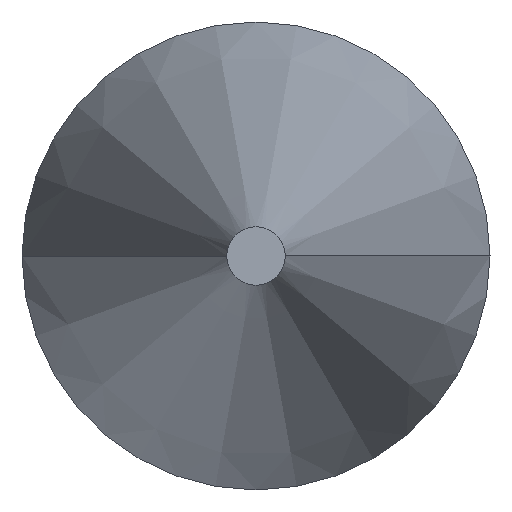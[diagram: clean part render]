
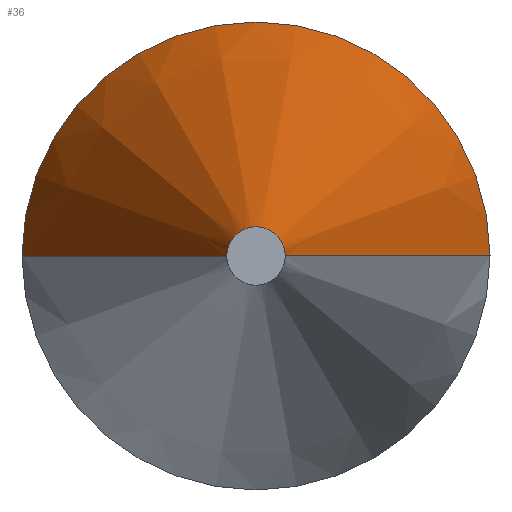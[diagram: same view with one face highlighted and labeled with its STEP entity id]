
A CAD part, front view. The second image highlights one B-rep face of the part: STEP entity #36.
In plain terms, the highlighted conical face has half-angle 15 degrees and reference radius 0.396 mm.
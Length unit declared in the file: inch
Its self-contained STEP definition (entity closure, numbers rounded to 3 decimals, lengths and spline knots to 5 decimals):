
#17 = VECTOR ( 'NONE', #81, 39.37008 ) ;
#18 = ORIENTED_EDGE ( 'NONE', *, *, #334, .T. ) ;
#27 = LINE ( 'NONE', #192, #17 ) ;
#28 = CARTESIAN_POINT ( 'NONE',  ( -0.125, 0.50129, 0. ) ) ;
#36 = ADVANCED_FACE ( 'NONE', ( #90 ), #84, .T. ) ;
#38 = CARTESIAN_POINT ( 'NONE',  ( 0., 0.50129, 0. ) ) ;
#40 = DIRECTION ( 'NONE',  ( -1., 0., 0. ) ) ;
#46 = DIRECTION ( 'NONE',  ( 0., 1., 0. ) ) ;
#69 = DIRECTION ( 'NONE',  ( 0., 1., 0. ) ) ;
#72 = ORIENTED_EDGE ( 'NONE', *, *, #191, .F. ) ;
#80 = AXIS2_PLACEMENT_3D ( 'NONE', #183, #241, #100 ) ;
#81 = DIRECTION ( 'NONE',  ( 0.259, 0.966, 0. ) ) ;
#84 = CONICAL_SURFACE ( 'NONE', #199, 0.0156, 0.262 ) ;
#90 = FACE_OUTER_BOUND ( 'NONE', #203, .T. ) ;
#99 = DIRECTION ( 'NONE',  ( -1., 0., 0. ) ) ;
#100 = DIRECTION ( 'NONE',  ( -1., 0., 0. ) ) ;
#106 = VERTEX_POINT ( 'NONE', #272 ) ;
#108 = CARTESIAN_POINT ( 'NONE',  ( -0.0156, 0.093, 0. ) ) ;
#126 = LINE ( 'NONE', #290, #239 ) ;
#147 = VERTEX_POINT ( 'NONE', #307 ) ;
#176 = EDGE_CURVE ( 'NONE', #324, #262, #126, .T. ) ;
#183 = CARTESIAN_POINT ( 'NONE',  ( 0., 0.093, 0. ) ) ;
#185 = AXIS2_PLACEMENT_3D ( 'NONE', #38, #46, #40 ) ;
#191 = EDGE_CURVE ( 'NONE', #262, #106, #339, .T. ) ;
#192 = CARTESIAN_POINT ( 'NONE',  ( 0.0156, 0.093, 0. ) ) ;
#199 = AXIS2_PLACEMENT_3D ( 'NONE', #267, #69, #99 ) ;
#200 = CIRCLE ( 'NONE', #80, 0.0156 ) ;
#202 = EDGE_CURVE ( 'NONE', #324, #147, #200, .T. ) ;
#203 = EDGE_LOOP ( 'NONE', ( #215, #18, #72, #303 ) ) ;
#215 = ORIENTED_EDGE ( 'NONE', *, *, #202, .T. ) ;
#239 = VECTOR ( 'NONE', #268, 39.37008 ) ;
#241 = DIRECTION ( 'NONE',  ( 0., 1., 0. ) ) ;
#262 = VERTEX_POINT ( 'NONE', #28 ) ;
#267 = CARTESIAN_POINT ( 'NONE',  ( 0., 0.093, 0. ) ) ;
#268 = DIRECTION ( 'NONE',  ( -0.259, 0.966, 0. ) ) ;
#272 = CARTESIAN_POINT ( 'NONE',  ( 0.125, 0.50129, 0. ) ) ;
#290 = CARTESIAN_POINT ( 'NONE',  ( -0.0156, 0.093, 0. ) ) ;
#303 = ORIENTED_EDGE ( 'NONE', *, *, #176, .F. ) ;
#307 = CARTESIAN_POINT ( 'NONE',  ( 0.0156, 0.093, 0. ) ) ;
#324 = VERTEX_POINT ( 'NONE', #108 ) ;
#334 = EDGE_CURVE ( 'NONE', #147, #106, #27, .T. ) ;
#339 = CIRCLE ( 'NONE', #185, 0.125 ) ;
